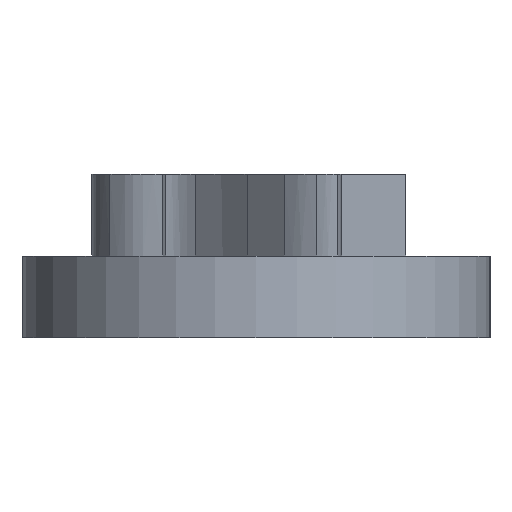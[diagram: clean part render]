
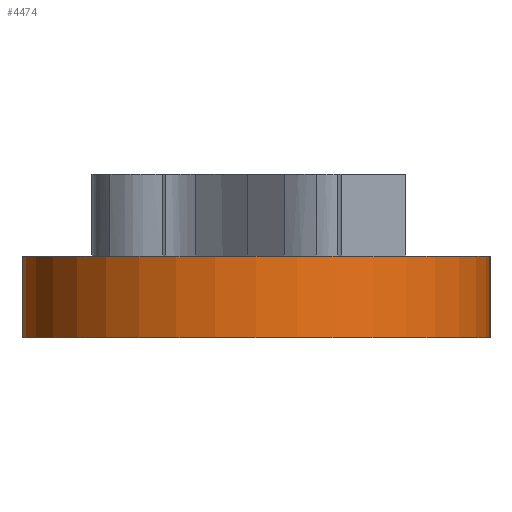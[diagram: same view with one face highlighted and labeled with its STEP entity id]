
A CAD part, left-side view. The second image highlights one B-rep face of the part: STEP entity #4474.
In plain terms, the highlighted cylindrical face has radius 2.867 mm (diameter 5.733 mm), a partial arc.
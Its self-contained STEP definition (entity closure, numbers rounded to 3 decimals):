
#150=CYLINDRICAL_SURFACE('',#4756,2.867);
#434=CIRCLE('',#4754,2.867);
#435=CIRCLE('',#4757,2.867);
#467=FACE_OUTER_BOUND('',#726,.T.);
#726=EDGE_LOOP('',(#3067,#3068,#3069,#3070));
#1016=LINE('',#5917,#1431);
#1017=LINE('',#5921,#1432);
#1431=VECTOR('',#4929,10.);
#1432=VECTOR('',#4934,10.);
#1818=VERTEX_POINT('',#5563);
#1819=VERTEX_POINT('',#5565);
#1893=VERTEX_POINT('',#5915);
#1894=VERTEX_POINT('',#5919);
#2284=EDGE_CURVE('',#1818,#1819,#434,.T.);
#2360=EDGE_CURVE('',#1818,#1893,#1016,.T.);
#2361=EDGE_CURVE('',#1894,#1893,#435,.T.);
#2362=EDGE_CURVE('',#1819,#1894,#1017,.T.);
#3067=ORIENTED_EDGE('',*,*,#2284,.F.);
#3068=ORIENTED_EDGE('',*,*,#2360,.T.);
#3069=ORIENTED_EDGE('',*,*,#2361,.F.);
#3070=ORIENTED_EDGE('',*,*,#2362,.F.);
#4474=ADVANCED_FACE('',(#467),#150,.T.);
#4754=AXIS2_PLACEMENT_3D('',#5566,#4900,#4901);
#4756=AXIS2_PLACEMENT_3D('',#5918,#4930,#4931);
#4757=AXIS2_PLACEMENT_3D('',#5920,#4932,#4933);
#4900=DIRECTION('center_axis',(0.,0.,1.));
#4901=DIRECTION('ref_axis',(1.,0.,0.));
#4929=DIRECTION('',(0.,0.,-1.));
#4930=DIRECTION('center_axis',(0.,0.,-1.));
#4931=DIRECTION('ref_axis',(-1.,0.,0.));
#4932=DIRECTION('center_axis',(0.,0.,-1.));
#4933=DIRECTION('ref_axis',(1.,0.,0.));
#4934=DIRECTION('',(0.,0.,-1.));
#5563=CARTESIAN_POINT('',(-29.,3.867,0.));
#5565=CARTESIAN_POINT('',(-29.,-1.867,0.));
#5566=CARTESIAN_POINT('Origin',(-29.,1.,0.));
#5915=CARTESIAN_POINT('',(-29.,3.867,-1.));
#5917=CARTESIAN_POINT('',(-29.,3.867,0.));
#5918=CARTESIAN_POINT('Origin',(-29.,1.,0.));
#5919=CARTESIAN_POINT('',(-29.,-1.867,-1.));
#5920=CARTESIAN_POINT('Origin',(-29.,1.,-1.));
#5921=CARTESIAN_POINT('',(-29.,-1.867,0.));
